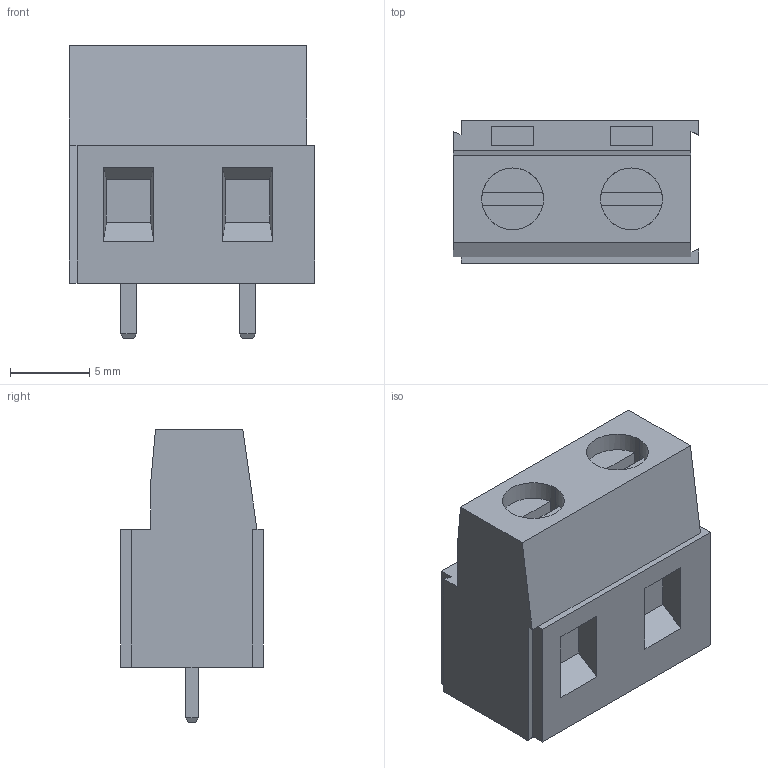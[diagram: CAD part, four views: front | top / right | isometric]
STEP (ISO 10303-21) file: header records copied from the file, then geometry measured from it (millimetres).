
FILE_DESCRIPTION(('STEP AP214'),'1');
FILE_NAME('2059797_282844-2.stp','2018-08-06T09:52:20',('TraceParts'),('TraceParts S.A.'),'Spatial InterOp 3D',' ',' ');
FILE_SCHEMA(('automotive_design'));
Length unit declared in the file: millimetre
Products named in the file (1): 2059797_282844-2
Bounding box: 15.5 x 9 x 18.5 mm (x, y, z)
Volume: 1690.5 mm3; surface area: 1077.3 mm2
Topology: 1 solids, 1 shells, 76 faces, 185 edges, 119 vertices
Faces by surface type: plane 68, cylinder 8
Entity records: 2200 total; most frequent: CARTESIAN_POINT 381, ORIENTED_EDGE 370, DIRECTION 359, EDGE_CURVE 185, LINE 165, VECTOR 165, VERTEX_POINT 119, AXIS2_PLACEMENT_3D 97
